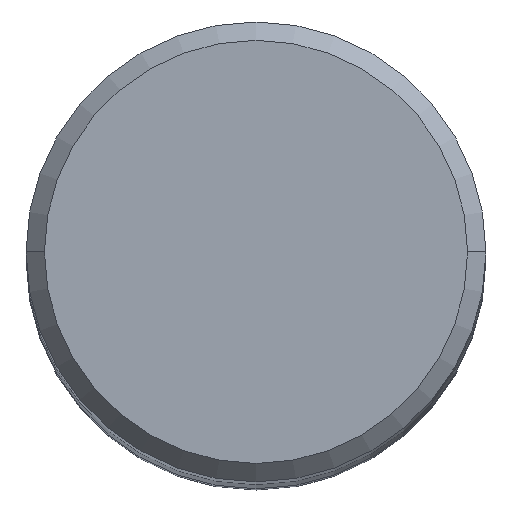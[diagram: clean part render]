
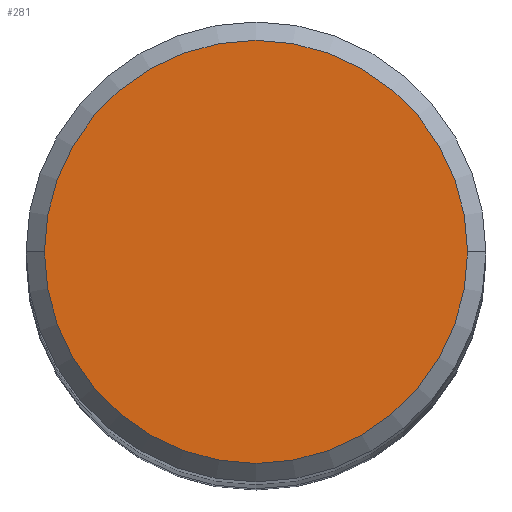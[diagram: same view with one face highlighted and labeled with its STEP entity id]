
A CAD part, top view. The second image highlights one B-rep face of the part: STEP entity #281.
In plain terms, the highlighted planar face has unit normal (0, 0, 1).
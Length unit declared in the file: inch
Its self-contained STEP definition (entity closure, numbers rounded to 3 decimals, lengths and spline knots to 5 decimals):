
#11 = CARTESIAN_POINT ( 'NONE',  ( -0.1725, 0., 4. ) ) ;
#31 = CIRCLE ( 'NONE', #266, 0.1725 ) ;
#45 = EDGE_LOOP ( 'NONE', ( #365, #200 ) ) ;
#50 = DIRECTION ( 'NONE',  ( 1., 0., 0. ) ) ;
#57 = CARTESIAN_POINT ( 'NONE',  ( 0., 0., 4. ) ) ;
#78 = AXIS2_PLACEMENT_3D ( 'NONE', #57, #394, #118 ) ;
#118 = DIRECTION ( 'NONE',  ( 1., 0., 0. ) ) ;
#124 = CARTESIAN_POINT ( 'NONE',  ( 0., 0., 4. ) ) ;
#130 = VERTEX_POINT ( 'NONE', #11 ) ;
#131 = CARTESIAN_POINT ( 'NONE',  ( 0.1725, 0., 4. ) ) ;
#139 = EDGE_CURVE ( 'NONE', #369, #130, #217, .T. ) ;
#144 = DIRECTION ( 'NONE',  ( 0., 0., 1. ) ) ;
#184 = DIRECTION ( 'NONE',  ( 0., 0., 1. ) ) ;
#200 = ORIENTED_EDGE ( 'NONE', *, *, #139, .T. ) ;
#216 = EDGE_CURVE ( 'NONE', #130, #369, #31, .T. ) ;
#217 = CIRCLE ( 'NONE', #389, 0.1725 ) ;
#266 = AXIS2_PLACEMENT_3D ( 'NONE', #124, #184, #50 ) ;
#268 = DIRECTION ( 'NONE',  ( 1., 0., 0. ) ) ;
#274 = FACE_OUTER_BOUND ( 'NONE', #45, .T. ) ;
#281 = ADVANCED_FACE ( 'NONE', ( #274 ), #339, .T. ) ;
#291 = CARTESIAN_POINT ( 'NONE',  ( 0., 0., 4. ) ) ;
#339 = PLANE ( 'NONE',  #78 ) ;
#365 = ORIENTED_EDGE ( 'NONE', *, *, #216, .T. ) ;
#369 = VERTEX_POINT ( 'NONE', #131 ) ;
#389 = AXIS2_PLACEMENT_3D ( 'NONE', #291, #144, #268 ) ;
#394 = DIRECTION ( 'NONE',  ( 0., 0., 1. ) ) ;
